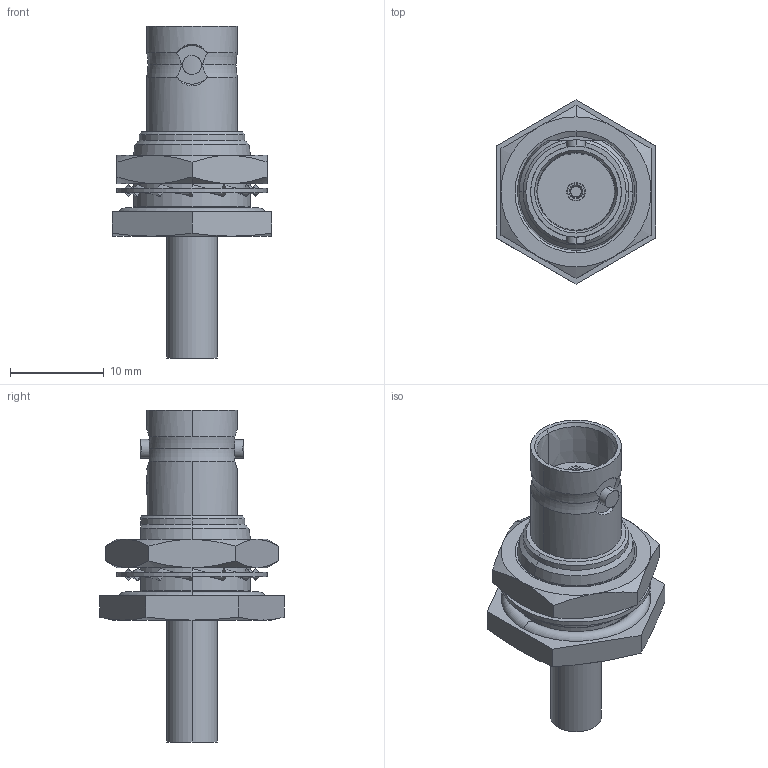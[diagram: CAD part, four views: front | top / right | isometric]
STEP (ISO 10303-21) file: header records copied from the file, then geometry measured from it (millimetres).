
FILE_DESCRIPTION (( 'STEP AP214' ), '1' );
FILE_NAME ('J01003A0035.STEP', '2018-07-12T11:40:44', ( '' ), ( '' ), 'SwSTEP 2.0', 'SolidWorks 2017', '' );
FILE_SCHEMA (( 'AUTOMOTIVE_DESIGN' ));
Length unit declared in the file: millimetre
Products named in the file (1): J01003A0035
Bounding box: 17 x 19.63 x 35.4 mm (x, y, z)
Volume: 2681.7 mm3; surface area: 2615.7 mm2
Topology: 3 solids, 3 shells, 248 faces, 626 edges, 401 vertices
Faces by surface type: plane 92, cylinder 56, cone 48, bspline 36, torus 16
Entity records: 10926 total; most frequent: CARTESIAN_POINT 2527, ORIENTED_EDGE 1252, DIRECTION 1061, EDGE_CURVE 626, VERTEX_POINT 401, AXIS2_PLACEMENT_3D 389, LINE 283, VECTOR 283
